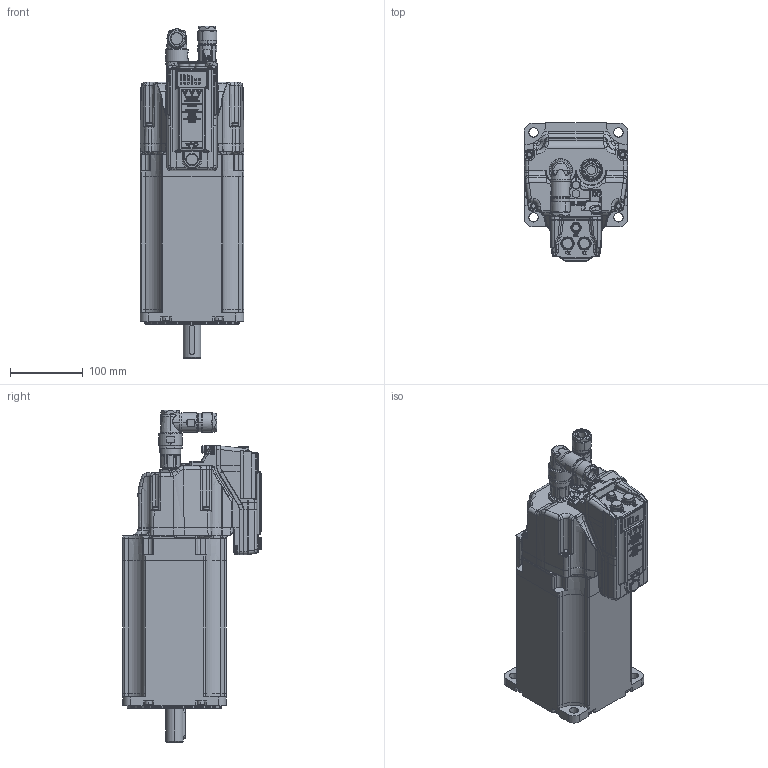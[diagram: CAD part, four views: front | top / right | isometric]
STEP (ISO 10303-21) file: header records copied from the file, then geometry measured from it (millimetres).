
FILE_DESCRIPTION((''),'2;1');
FILE_NAME('ISD520_E2_B71_21U_CF_LITE_ASM','2024-08-22T15:55:07',('U319744'),('Danfoss Drives'),'CREO PARAMETRIC BY PTC INC, 2022124','CREO PARAMETRIC BY PTC INC, 2022124','');
FILE_SCHEMA(('CONFIG_CONTROL_DESIGN','GEOMETRIC_VALIDATION_PROPERTIES_MIM'));
Products named in the file (7): ISD520_B71_DRIVE_E2; 175G0336; 175G0337; 175G0547; HUMMEL_755660000S; B71_21U_CF_AFLANGE_STATOR; ISD520_E2_B71_21U_CF_LITE_ASM
Assembly tree (6 placements, depth 2):
  ISD520_E2_B71_21U_CF_LITE_ASM
    ISD520_B71_DRIVE_E2
    175G0336
    175G0337
    175G0547
    HUMMEL_755660000S
    B71_21U_CF_AFLANGE_STATOR
Bounding box: 142.75 x 190.35 x 456.12 mm (x, y, z)
Volume: 808356.1 mm3; surface area: 516653.7 mm2
Topology: 17 solids, 316 shells, 3610 faces, 11733 edges, 8424 vertices
Faces by surface type: plane 1210, cylinder 1010, bspline 490, cone 390, torus 369, extrusion 105, sphere 36
Entity records: 227167 total; most frequent: CARTESIAN_POINT 103011, ORIENTED_EDGE 19572, DIRECTION 16557, EDGE_CURVE 11644, VERTEX_POINT 8421, PRESENTATION_STYLE_ASSIGNMENT 7111, STYLED_ITEM 6613, AXIS2_PLACEMENT_3D 5985
